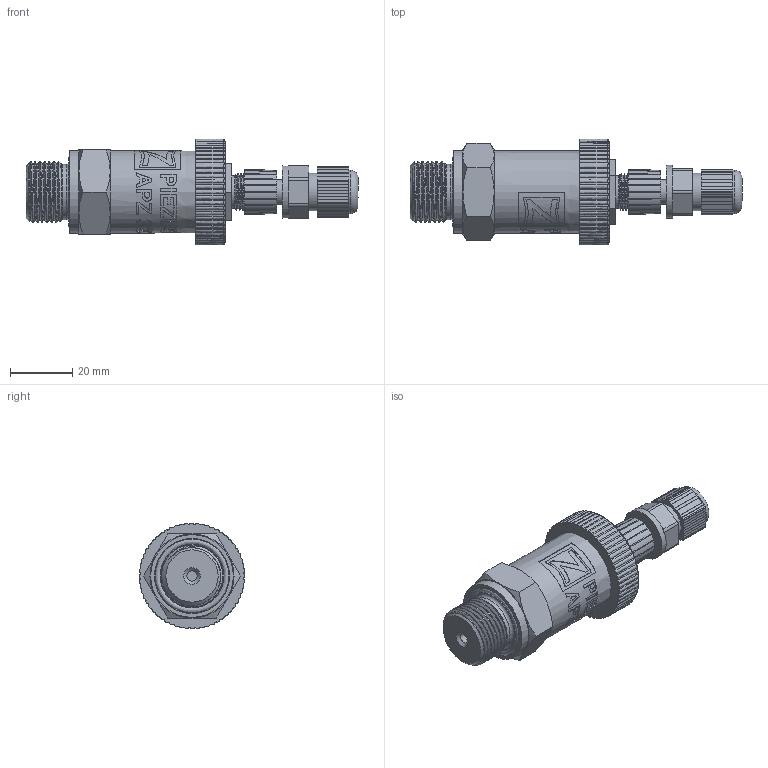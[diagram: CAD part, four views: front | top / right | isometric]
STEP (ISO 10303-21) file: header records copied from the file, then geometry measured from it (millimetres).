
FILE_DESCRIPTION(/* description */ (''),/* implementation_level */ '2;1');
FILE_NAME(/* name */ 'APZ3230_M20x1,5DIN_M12x1-straight.step',/* time_stamp */ '2021-06-24T10:43:21+03:00',/* author */ (''),/* organization */ (''),/* preprocessor_version */ 'ST-DEVELOPER v18.1',/* originating_system */ 'Autodesk Translation Framework v10.9.0.1377',/* authorisation */ '');
FILE_SCHEMA (('AUTOMOTIVE_DESIGN { 1 0 10303 214 3 1 1 }'));
Products named in the file (6): APZ3230_M20x1,5DIN_M12x1-straight; M20x1,5 DIN; OMAL nut M27x1.5 v8; M12x1 male v16; Ш100.000.002 v4; M12x1 female straight v9
Assembly tree (5 placements, depth 2):
  APZ3230_M20x1,5DIN_M12x1-straight
    M20x1,5 DIN
    OMAL nut M27x1.5 v8
    M12x1 male v16
    Ш100.000.002 v4
    M12x1 female straight v9
Bounding box: 106.55 x 34 x 34 mm (x, y, z)
Volume: 41815.5 mm3; surface area: 18069.5 mm2
Topology: 17 solids, 17 shells, 932 faces, 2564 edges, 1706 vertices
Faces by surface type: bspline 475, plane 264, cylinder 113, cone 70, torus 10
Full cylindrical faces by diameter (mm): 1 x12, 1.5 x4, 3.3 x1, 7.3 x1, 8 x3, 8.2 x1, 10.293 x1, 10.6 x2, 10.741 x6, 11.884 x5, 12 x1, 14 x2, 14.137 x4, 14.526 x1, 15.85 x3, 17 x1, 17.8 x1, 18.137 x6, 19.85 x5, 20.5 x2, 21.4 x2, 22.4 x1, 23.7 x2, 24.5 x1, 25.132 x1, 25.526 x4, 27.208 x5
Entity records: 66722 total; most frequent: CARTESIAN_POINT 45798, ORIENTED_EDGE 5128, DIRECTION 2878, EDGE_CURVE 2564, VERTEX_POINT 1706, LINE 1186, VECTOR 1186, EDGE_LOOP 990
